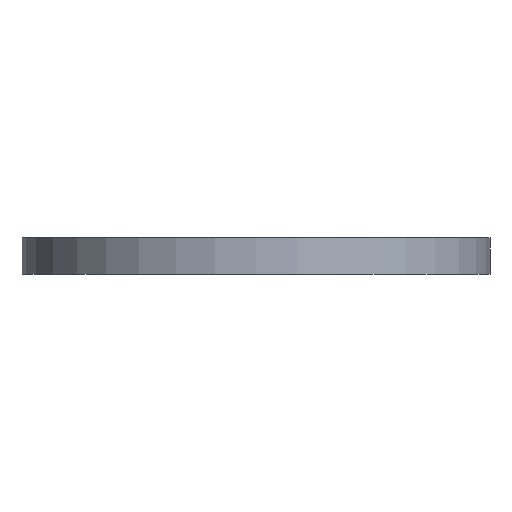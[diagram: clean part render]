
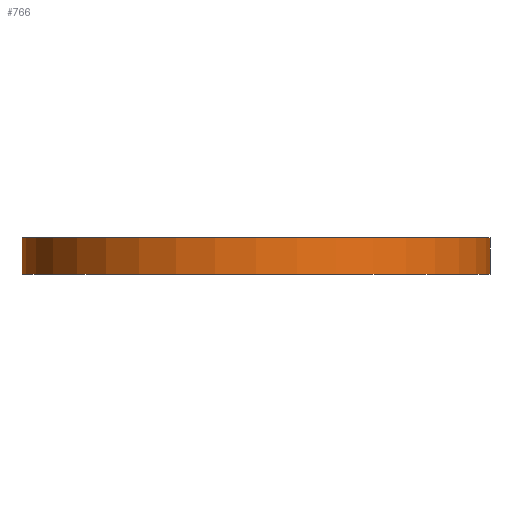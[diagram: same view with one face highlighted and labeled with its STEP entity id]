
A CAD part, front view. The second image highlights one B-rep face of the part: STEP entity #766.
In plain terms, the highlighted cylindrical face has radius 8.97 mm (diameter 17.94 mm), a full revolution.
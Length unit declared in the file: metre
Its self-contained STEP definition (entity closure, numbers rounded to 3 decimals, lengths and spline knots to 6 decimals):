
#766=ADVANCED_FACE('',(#1533,#1534),#1535,.T.);
#1533=FACE_OUTER_BOUND('',#4068,.T.);
#1534=FACE_OUTER_BOUND('',#4069,.T.);
#1535=CYLINDRICAL_SURFACE('',#4070,0.00897);
#4068=EDGE_LOOP('',(#6193));
#4069=EDGE_LOOP('',(#6194));
#4070=AXIS2_PLACEMENT_3D('',#6195,#6196,#6197);
#6193=ORIENTED_EDGE('',*,*,#6535,.T.);
#6194=ORIENTED_EDGE('',*,*,#7115,.T.);
#6195=CARTESIAN_POINT('',(0.0,0.0,-0.0014));
#6196=DIRECTION('',(0.0,0.0,1.0));
#6197=DIRECTION('',(1.0,0.0,0.0));
#6535=EDGE_CURVE('',#7830,#7830,#7831,.T.);
#7115=EDGE_CURVE('',#8535,#8535,#8536,.T.);
#7830=VERTEX_POINT('',#9884);
#7831=CIRCLE('',#9885,0.00897);
#8535=VERTEX_POINT('',#11063);
#8536=CIRCLE('',#11064,0.00897);
#9884=CARTESIAN_POINT('',(0.00897,0.0,0.));
#9885=AXIS2_PLACEMENT_3D('',#11345,#11346,#11347);
#11063=CARTESIAN_POINT('',(0.00897,0.0,-0.0014));
#11064=AXIS2_PLACEMENT_3D('',#11592,#11593,#11594);
#11345=CARTESIAN_POINT('',(0.0,0.0,0.));
#11346=DIRECTION('',(0.0,0.0,-1.0));
#11347=DIRECTION('',(1.0,0.0,0.0));
#11592=CARTESIAN_POINT('',(0.0,0.0,-0.0014));
#11593=DIRECTION('',(0.0,0.0,1.0));
#11594=DIRECTION('',(1.0,0.0,0.0));
